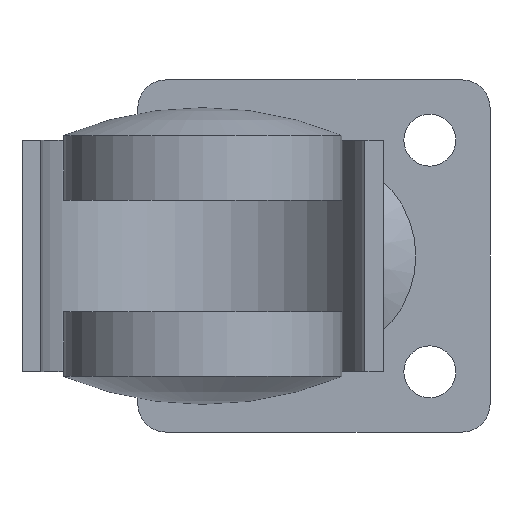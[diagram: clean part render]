
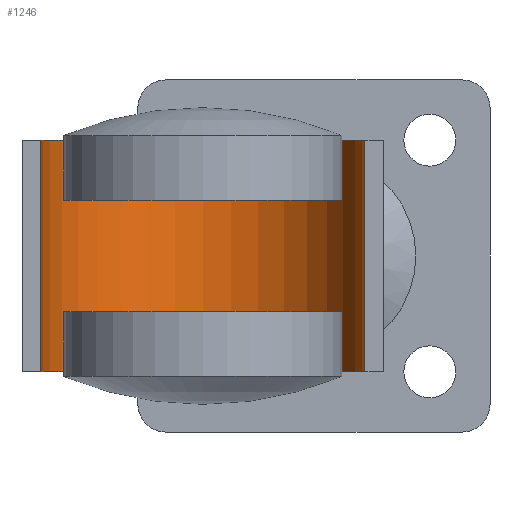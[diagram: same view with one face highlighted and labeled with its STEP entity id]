
A CAD part, front view. The second image highlights one B-rep face of the part: STEP entity #1246.
In plain terms, the highlighted cylindrical face has radius 17.5 mm (diameter 35 mm), a partial arc.
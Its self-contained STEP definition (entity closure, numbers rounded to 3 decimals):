
#33 = CARTESIAN_POINT ( 'NONE',  ( 0., 0., 12.5 ) ) ;
#60 = CARTESIAN_POINT ( 'NONE',  ( -17.5, 0., -12.5 ) ) ;
#113 = EDGE_CURVE ( 'NONE', #1066, #1171, #229, .T. ) ;
#131 = VERTEX_POINT ( 'NONE', #1369 ) ;
#213 = CARTESIAN_POINT ( 'NONE',  ( 0., 0., 12.5 ) ) ;
#229 = CIRCLE ( 'NONE', #1741, 17.5 ) ;
#261 = EDGE_CURVE ( 'NONE', #131, #1171, #308, .T. ) ;
#308 = LINE ( 'NONE', #828, #1943 ) ;
#346 = EDGE_CURVE ( 'NONE', #1135, #131, #1915, .T. ) ;
#371 = CARTESIAN_POINT ( 'NONE',  ( -17.5, 0., 12.5 ) ) ;
#554 = AXIS2_PLACEMENT_3D ( 'NONE', #213, #2096, #930 ) ;
#616 = CARTESIAN_POINT ( 'NONE',  ( 17.5, 0., -12.5 ) ) ;
#661 = VECTOR ( 'NONE', #1577, 1000. ) ;
#673 = DIRECTION ( 'NONE',  ( 0., 0., -1. ) ) ;
#701 = DIRECTION ( 'NONE',  ( -1., 0., 0. ) ) ;
#769 = LINE ( 'NONE', #896, #661 ) ;
#775 = DIRECTION ( 'NONE',  ( 0., 0., -1. ) ) ;
#828 = CARTESIAN_POINT ( 'NONE',  ( 17.5, 0., 12.5 ) ) ;
#847 = EDGE_LOOP ( 'NONE', ( #1944, #949, #1615, #1051 ) ) ;
#896 = CARTESIAN_POINT ( 'NONE',  ( -17.5, 0., 12.5 ) ) ;
#930 = DIRECTION ( 'NONE',  ( -1., 0., 0. ) ) ;
#949 = ORIENTED_EDGE ( 'NONE', *, *, #261, .F. ) ;
#959 = DIRECTION ( 'NONE',  ( 0., 0., -1. ) ) ;
#965 = AXIS2_PLACEMENT_3D ( 'NONE', #33, #673, #2051 ) ;
#1051 = ORIENTED_EDGE ( 'NONE', *, *, #1297, .T. ) ;
#1066 = VERTEX_POINT ( 'NONE', #60 ) ;
#1135 = VERTEX_POINT ( 'NONE', #371 ) ;
#1171 = VERTEX_POINT ( 'NONE', #616 ) ;
#1218 = CARTESIAN_POINT ( 'NONE',  ( 0., 0., -12.5 ) ) ;
#1246 = ADVANCED_FACE ( 'NONE', ( #1304 ), #1481, .F. ) ;
#1297 = EDGE_CURVE ( 'NONE', #1135, #1066, #769, .T. ) ;
#1304 = FACE_OUTER_BOUND ( 'NONE', #847, .T. ) ;
#1369 = CARTESIAN_POINT ( 'NONE',  ( 17.5, 0., 12.5 ) ) ;
#1481 = CYLINDRICAL_SURFACE ( 'NONE', #554, 17.5 ) ;
#1577 = DIRECTION ( 'NONE',  ( 0., 0., -1. ) ) ;
#1615 = ORIENTED_EDGE ( 'NONE', *, *, #346, .F. ) ;
#1741 = AXIS2_PLACEMENT_3D ( 'NONE', #1218, #775, #701 ) ;
#1915 = CIRCLE ( 'NONE', #965, 17.5 ) ;
#1943 = VECTOR ( 'NONE', #959, 1000. ) ;
#1944 = ORIENTED_EDGE ( 'NONE', *, *, #113, .T. ) ;
#2051 = DIRECTION ( 'NONE',  ( -1., 0., 0. ) ) ;
#2096 = DIRECTION ( 'NONE',  ( 0., 0., -1. ) ) ;
